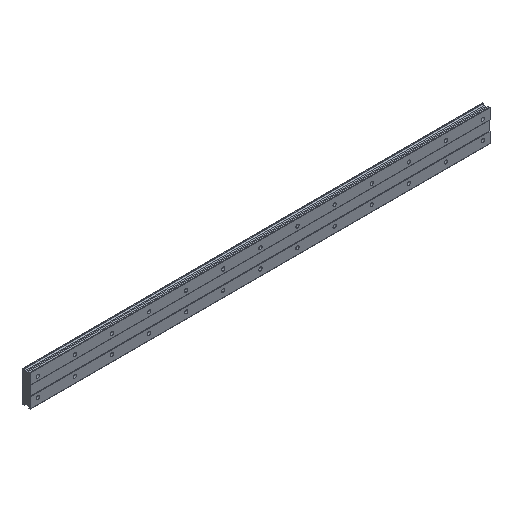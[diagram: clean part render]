
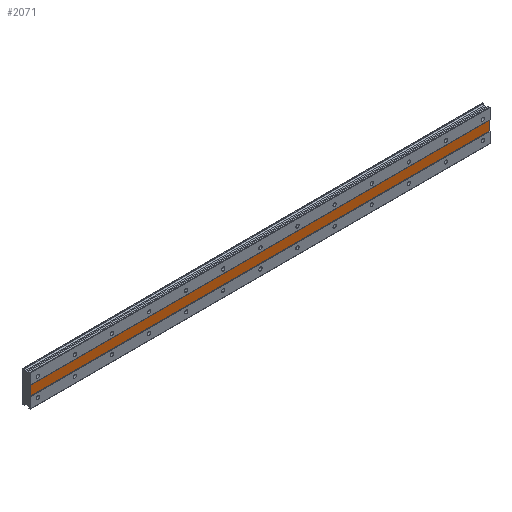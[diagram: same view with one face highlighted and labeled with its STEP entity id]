
A CAD part, isometric view. The second image highlights one B-rep face of the part: STEP entity #2071.
In plain terms, the highlighted planar face has unit normal (0, -1, 0).
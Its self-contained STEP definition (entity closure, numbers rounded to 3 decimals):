
#57 = ORIENTED_EDGE ( 'NONE', *, *, #1979, .T. ) ;
#210 = DIRECTION ( 'NONE',  ( 0., 0., -1. ) ) ;
#433 = ORIENTED_EDGE ( 'NONE', *, *, #1120, .F. ) ;
#596 = LINE ( 'NONE', #2877, #3537 ) ;
#645 = CARTESIAN_POINT ( 'NONE',  ( 975., 1., 34.482 ) ) ;
#695 = DIRECTION ( 'NONE',  ( 0., 0., -1. ) ) ;
#975 = EDGE_CURVE ( 'NONE', #4579, #4044, #4722, .T. ) ;
#1120 = EDGE_CURVE ( 'NONE', #4777, #1929, #2198, .T. ) ;
#1224 = CARTESIAN_POINT ( 'NONE',  ( 975., 1., 10. ) ) ;
#1395 = CARTESIAN_POINT ( 'NONE',  ( 975., 1., -10. ) ) ;
#1617 = DIRECTION ( 'NONE',  ( -1., 0., 0. ) ) ;
#1743 = CARTESIAN_POINT ( 'NONE',  ( -15., 1., -10. ) ) ;
#1929 = VERTEX_POINT ( 'NONE', #1743 ) ;
#1979 = EDGE_CURVE ( 'NONE', #4044, #1929, #596, .T. ) ;
#2071 = ADVANCED_FACE ( 'NONE', ( #3839 ), #3401, .F. ) ;
#2198 = LINE ( 'NONE', #1395, #2906 ) ;
#2428 = CARTESIAN_POINT ( 'NONE',  ( 975., 1., 10. ) ) ;
#2582 = CARTESIAN_POINT ( 'NONE',  ( 975., 1., -10. ) ) ;
#2877 = CARTESIAN_POINT ( 'NONE',  ( -15., 1., 34.482 ) ) ;
#2906 = VECTOR ( 'NONE', #4518, 1000. ) ;
#3205 = AXIS2_PLACEMENT_3D ( 'NONE', #4175, #4653, #5052 ) ;
#3401 = PLANE ( 'NONE',  #3205 ) ;
#3480 = VECTOR ( 'NONE', #1617, 1000. ) ;
#3537 = VECTOR ( 'NONE', #210, 1000. ) ;
#3645 = CARTESIAN_POINT ( 'NONE',  ( -15., 1., 10. ) ) ;
#3819 = LINE ( 'NONE', #645, #3835 ) ;
#3835 = VECTOR ( 'NONE', #695, 1000. ) ;
#3839 = FACE_OUTER_BOUND ( 'NONE', #4851, .T. ) ;
#4044 = VERTEX_POINT ( 'NONE', #3645 ) ;
#4175 = CARTESIAN_POINT ( 'NONE',  ( 975., 1., 10. ) ) ;
#4518 = DIRECTION ( 'NONE',  ( -1., 0., 0. ) ) ;
#4579 = VERTEX_POINT ( 'NONE', #1224 ) ;
#4653 = DIRECTION ( 'NONE',  ( 0., 1., 0. ) ) ;
#4722 = LINE ( 'NONE', #2428, #3480 ) ;
#4737 = ORIENTED_EDGE ( 'NONE', *, *, #4836, .F. ) ;
#4777 = VERTEX_POINT ( 'NONE', #2582 ) ;
#4836 = EDGE_CURVE ( 'NONE', #4579, #4777, #3819, .T. ) ;
#4851 = EDGE_LOOP ( 'NONE', ( #433, #4737, #5096, #57 ) ) ;
#5052 = DIRECTION ( 'NONE',  ( 0., 0., 1. ) ) ;
#5096 = ORIENTED_EDGE ( 'NONE', *, *, #975, .T. ) ;
